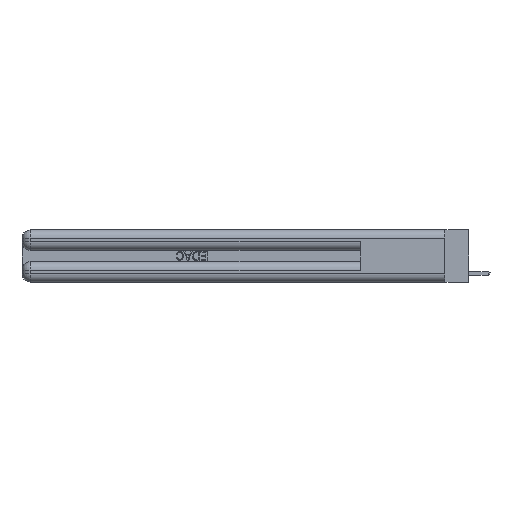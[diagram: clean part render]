
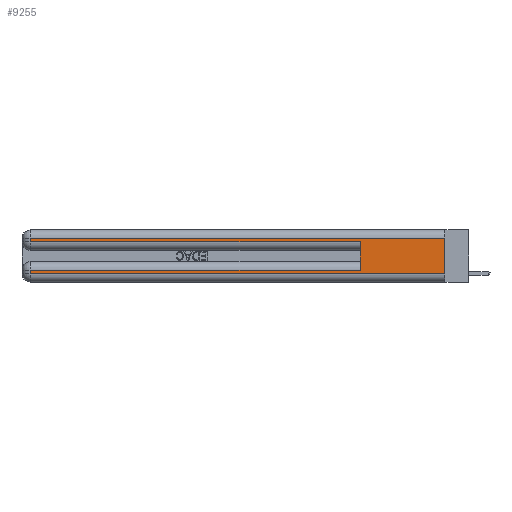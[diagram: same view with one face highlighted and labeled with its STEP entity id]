
A CAD part, left-side view. The second image highlights one B-rep face of the part: STEP entity #9255.
In plain terms, the highlighted planar face has unit normal (-1, 0, 0).
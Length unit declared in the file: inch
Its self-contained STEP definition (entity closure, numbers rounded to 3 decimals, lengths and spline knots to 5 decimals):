
#190 = DIRECTION ( 'NONE',  ( 0., 1., 0. ) ) ;
#1055 = VECTOR ( 'NONE', #27026, 39.37008 ) ;
#1725 = CARTESIAN_POINT ( 'NONE',  ( 0., 0.6, 0.085 ) ) ;
#1742 = ORIENTED_EDGE ( 'NONE', *, *, #31707, .T. ) ;
#2249 = DIRECTION ( 'NONE',  ( 0., -1., 0. ) ) ;
#2866 = CARTESIAN_POINT ( 'NONE',  ( 0., 0., 0.37 ) ) ;
#2894 = VERTEX_POINT ( 'NONE', #17023 ) ;
#4243 = ORIENTED_EDGE ( 'NONE', *, *, #19313, .T. ) ;
#5147 = LINE ( 'NONE', #25530, #7705 ) ;
#5193 = ORIENTED_EDGE ( 'NONE', *, *, #13217, .T. ) ;
#5343 = VERTEX_POINT ( 'NONE', #24422 ) ;
#6602 = VECTOR ( 'NONE', #6922, 39.37008 ) ;
#6721 = VECTOR ( 'NONE', #2249, 39.37008 ) ;
#6922 = DIRECTION ( 'NONE',  ( 0., 1., 0. ) ) ;
#7705 = VECTOR ( 'NONE', #31108, 39.37008 ) ;
#8547 = LINE ( 'NONE', #10255, #25644 ) ;
#9255 = ADVANCED_FACE ( 'NONE', ( #17081 ), #16576, .F. ) ;
#9690 = EDGE_CURVE ( 'NONE', #26866, #2894, #13650, .T. ) ;
#9939 = EDGE_CURVE ( 'NONE', #5343, #33309, #8547, .T. ) ;
#10246 = CARTESIAN_POINT ( 'NONE',  ( 0., 0.6, 0.285 ) ) ;
#10255 = CARTESIAN_POINT ( 'NONE',  ( 0., 2.94, 0.37 ) ) ;
#10859 = ORIENTED_EDGE ( 'NONE', *, *, #34064, .F. ) ;
#11251 = DIRECTION ( 'NONE',  ( 1., 0., 0. ) ) ;
#11862 = CARTESIAN_POINT ( 'NONE',  ( 0., 0., 0.37 ) ) ;
#11945 = ORIENTED_EDGE ( 'NONE', *, *, #9939, .T. ) ;
#13205 = VECTOR ( 'NONE', #19873, 39.37008 ) ;
#13217 = EDGE_CURVE ( 'NONE', #26866, #5343, #13821, .T. ) ;
#13233 = CARTESIAN_POINT ( 'NONE',  ( 0., 0., 0.085 ) ) ;
#13386 = LINE ( 'NONE', #13791, #27051 ) ;
#13650 = LINE ( 'NONE', #11862, #13205 ) ;
#13791 = CARTESIAN_POINT ( 'NONE',  ( 0., 0., 0.06 ) ) ;
#13821 = LINE ( 'NONE', #31124, #6602 ) ;
#14459 = EDGE_CURVE ( 'NONE', #29092, #32241, #24797, .T. ) ;
#15074 = CARTESIAN_POINT ( 'NONE',  ( 0., 0.6, 0.145 ) ) ;
#15199 = ORIENTED_EDGE ( 'NONE', *, *, #9690, .F. ) ;
#16576 = PLANE ( 'NONE',  #17072 ) ;
#16881 = CARTESIAN_POINT ( 'NONE',  ( 0., 0., 0.31 ) ) ;
#17023 = CARTESIAN_POINT ( 'NONE',  ( 0., 0., 0.06 ) ) ;
#17072 = AXIS2_PLACEMENT_3D ( 'NONE', #2866, #11251, #21983 ) ;
#17081 = FACE_OUTER_BOUND ( 'NONE', #28307, .T. ) ;
#19313 = EDGE_CURVE ( 'NONE', #21680, #2894, #13386, .T. ) ;
#19713 = ORIENTED_EDGE ( 'NONE', *, *, #14459, .T. ) ;
#19873 = DIRECTION ( 'NONE',  ( 0., 0., -1. ) ) ;
#21680 = VERTEX_POINT ( 'NONE', #34028 ) ;
#21983 = DIRECTION ( 'NONE',  ( 0., 0., -1. ) ) ;
#24422 = CARTESIAN_POINT ( 'NONE',  ( 0., 2.94, 0.31 ) ) ;
#24797 = LINE ( 'NONE', #13233, #34548 ) ;
#24969 = LINE ( 'NONE', #15074, #1055 ) ;
#25530 = CARTESIAN_POINT ( 'NONE',  ( 0., 2.94, 0.37 ) ) ;
#25644 = VECTOR ( 'NONE', #29653, 39.37008 ) ;
#26866 = VERTEX_POINT ( 'NONE', #16881 ) ;
#27026 = DIRECTION ( 'NONE',  ( 0., 0., 1. ) ) ;
#27051 = VECTOR ( 'NONE', #29896, 39.37008 ) ;
#27259 = CARTESIAN_POINT ( 'NONE',  ( 0., 2.94, 0.085 ) ) ;
#27947 = EDGE_CURVE ( 'NONE', #33309, #33508, #31881, .T. ) ;
#28307 = EDGE_LOOP ( 'NONE', ( #15199, #5193, #11945, #28442, #10859, #19713, #1742, #4243 ) ) ;
#28442 = ORIENTED_EDGE ( 'NONE', *, *, #27947, .T. ) ;
#29092 = VERTEX_POINT ( 'NONE', #1725 ) ;
#29653 = DIRECTION ( 'NONE',  ( 0., 0., -1. ) ) ;
#29896 = DIRECTION ( 'NONE',  ( 0., -1., 0. ) ) ;
#30891 = CARTESIAN_POINT ( 'NONE',  ( 0., 2.94, 0.285 ) ) ;
#31108 = DIRECTION ( 'NONE',  ( 0., 0., -1. ) ) ;
#31124 = CARTESIAN_POINT ( 'NONE',  ( 0., 0., 0.31 ) ) ;
#31707 = EDGE_CURVE ( 'NONE', #32241, #21680, #5147, .T. ) ;
#31881 = LINE ( 'NONE', #32440, #6721 ) ;
#32241 = VERTEX_POINT ( 'NONE', #27259 ) ;
#32440 = CARTESIAN_POINT ( 'NONE',  ( 0., 0., 0.285 ) ) ;
#33309 = VERTEX_POINT ( 'NONE', #30891 ) ;
#33508 = VERTEX_POINT ( 'NONE', #10246 ) ;
#34028 = CARTESIAN_POINT ( 'NONE',  ( 0., 2.94, 0.06 ) ) ;
#34064 = EDGE_CURVE ( 'NONE', #29092, #33508, #24969, .T. ) ;
#34548 = VECTOR ( 'NONE', #190, 39.37008 ) ;
